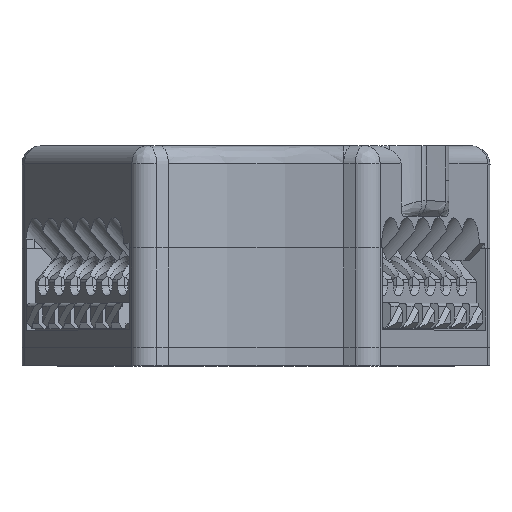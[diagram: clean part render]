
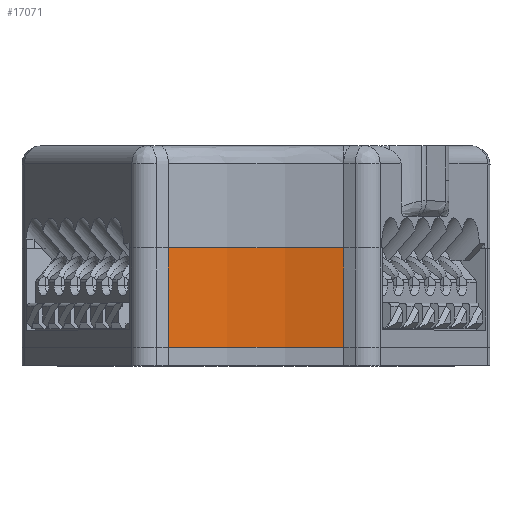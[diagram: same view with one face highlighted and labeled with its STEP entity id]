
A CAD part, top view. The second image highlights one B-rep face of the part: STEP entity #17071.
In plain terms, the highlighted cylindrical face has radius 38.98 mm (diameter 77.961 mm), a partial arc.
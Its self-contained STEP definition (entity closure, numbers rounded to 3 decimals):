
#429=CYLINDRICAL_SURFACE('',#18401,38.981);
#781=CIRCLE('',#18233,38.981);
#874=CIRCLE('',#18402,38.981);
#1707=FACE_OUTER_BOUND('',#2622,.T.);
#2622=EDGE_LOOP('',(#14189,#14190,#14191,#14192));
#4215=LINE('',#26855,#5923);
#4396=LINE('',#27696,#6104);
#5923=VECTOR('',#21743,10.);
#6104=VECTOR('',#22378,10.);
#7429=VERTEX_POINT('',#26851);
#7430=VERTEX_POINT('',#26853);
#7511=VERTEX_POINT('',#27091);
#7641=VERTEX_POINT('',#27694);
#9573=EDGE_CURVE('',#7429,#7430,#4215,.T.);
#9674=EDGE_CURVE('',#7430,#7511,#781,.T.);
#9895=EDGE_CURVE('',#7641,#7429,#874,.T.);
#9896=EDGE_CURVE('',#7641,#7511,#4396,.T.);
#14189=ORIENTED_EDGE('',*,*,#9895,.T.);
#14190=ORIENTED_EDGE('',*,*,#9573,.T.);
#14191=ORIENTED_EDGE('',*,*,#9674,.T.);
#14192=ORIENTED_EDGE('',*,*,#9896,.F.);
#17071=ADVANCED_FACE('',(#1707),#429,.F.);
#18233=AXIS2_PLACEMENT_3D('',#27093,#21925,#21926);
#18401=AXIS2_PLACEMENT_3D('',#27693,#22374,#22375);
#18402=AXIS2_PLACEMENT_3D('',#27695,#22376,#22377);
#21743=DIRECTION('',(0.,1.,0.));
#21925=DIRECTION('center_axis',(0.,1.,0.));
#21926=DIRECTION('ref_axis',(0.358,0.,-0.934));
#22374=DIRECTION('center_axis',(0.,1.,0.));
#22375=DIRECTION('ref_axis',(0.358,0.,-0.934));
#22376=DIRECTION('center_axis',(0.,-1.,0.));
#22377=DIRECTION('ref_axis',(0.358,0.,-0.934));
#22378=DIRECTION('',(0.,1.,0.));
#26851=CARTESIAN_POINT('',(9.677,14.7,21.6));
#26853=CARTESIAN_POINT('',(9.677,25.7,21.6));
#26855=CARTESIAN_POINT('',(9.677,14.7,21.6));
#27091=CARTESIAN_POINT('',(-9.677,25.7,21.6));
#27093=CARTESIAN_POINT('Origin',(0.,25.7,59.36));
#27693=CARTESIAN_POINT('Origin',(0.,14.7,59.36));
#27694=CARTESIAN_POINT('',(-9.677,14.7,21.6));
#27695=CARTESIAN_POINT('Origin',(0.,14.7,
59.36));
#27696=CARTESIAN_POINT('',(-9.677,14.7,21.6));
